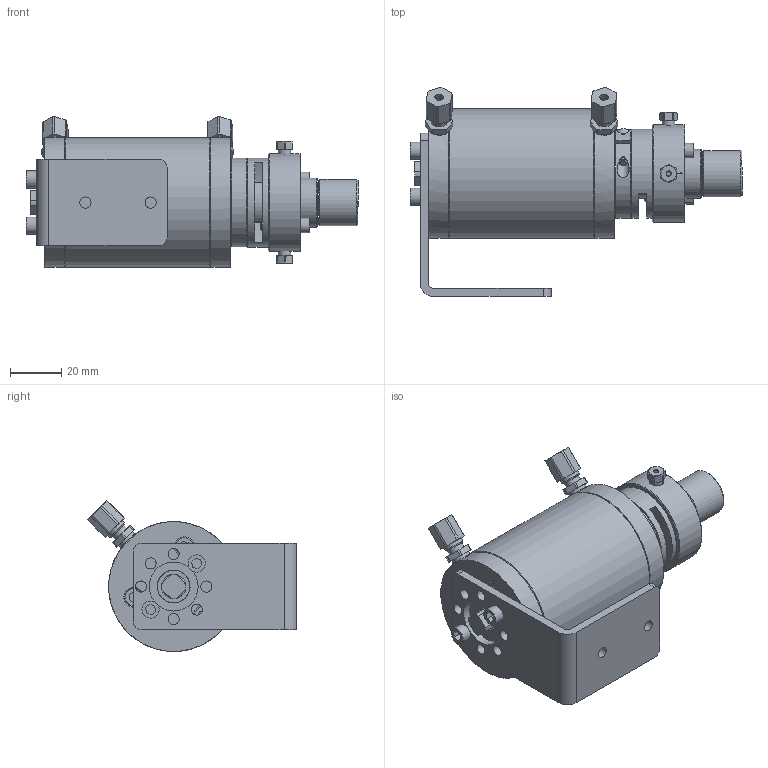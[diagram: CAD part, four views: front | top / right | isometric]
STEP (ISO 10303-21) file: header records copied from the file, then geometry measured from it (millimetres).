
FILE_DESCRIPTION((''),'2;1');
FILE_NAME('312336-AC3UW 3 port 2-pos valve air actuated.stp','2013-07-18T15:23:04',('Franzp'),(''),'Autodesk Inventor 2013','Autodesk Inventor 2013','');
FILE_SCHEMA(('AUTOMOTIVE_DESIGN { 1 0 10303 214 1 1 1 1 }'));
Length unit declared in the file: millimetre
Products named in the file (1): 312336_Shrinkwrap_1
Bounding box: 129.25 x 81.22 x 58.72 mm (x, y, z)
Surface area: 36167.3 mm2 (no closed solid volume)
Topology: 0 solids, 47 shells, 259 faces, 848 edges, 612 vertices
Faces by surface type: plane 145, cylinder 88, cone 26
Full cylindrical faces by diameter (mm): 1.727 x3, 2.642 x1, 3.3 x4, 3.51 x2, 4.32 x8, 4.76 x1, 4.826 x3, 5.61 x3, 5.65 x3, 5.84 x1, 6.3 x2, 6.7 x2, 7.5 x2, 7.65 x2, 7.938 x2, 9.48 x1, 9.525 x1, 18 x1, 19.05 x2, 19.075 x1, 34.671 x1, 37.973 x1, 50.54 x2, 50.69 x1
Entity records: 9782 total; most frequent: CARTESIAN_POINT 2191, DIRECTION 1476, ORIENTED_EDGE 1205, EDGE_CURVE 751, VERTEX_POINT 586, AXIS2_PLACEMENT_3D 559, EDGE_LOOP 418, VECTOR 358
